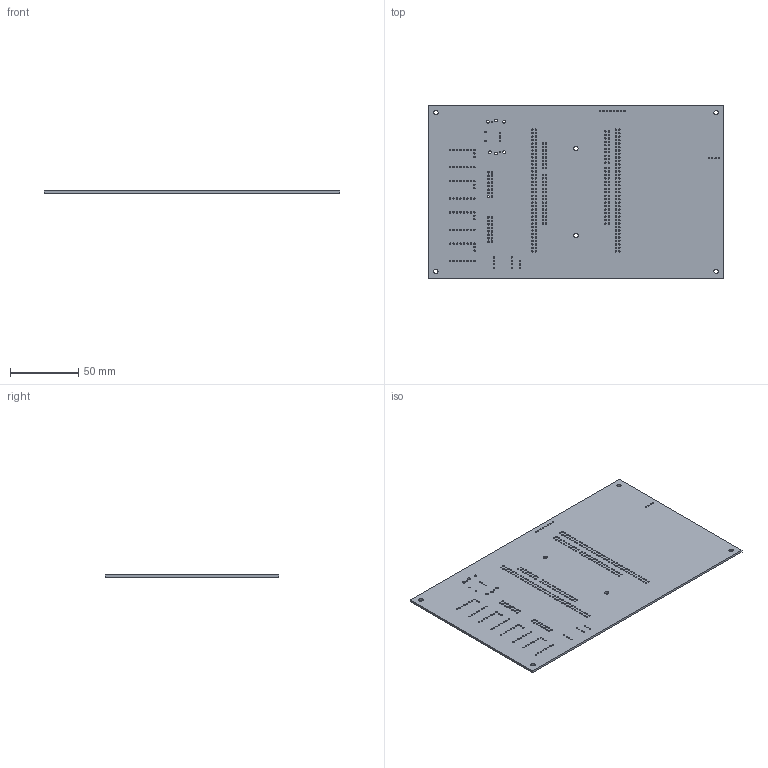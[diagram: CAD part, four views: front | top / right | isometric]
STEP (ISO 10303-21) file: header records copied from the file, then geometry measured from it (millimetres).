
FILE_DESCRIPTION(('KiCad electronic assembly'),'2;1');
FILE_NAME('Pufferfish-Controller-1.step','2020-06-29T22:59:50',( 'An Author'),('A Company'),'Open CASCADE STEP processor 6.9', 'KiCad to STEP converter','Unknown');
FILE_SCHEMA(('AUTOMOTIVE_DESIGN { 1 0 10303 214 1 1 1 1 }'));
Length unit declared in the file: millimetre
Products named in the file (2): Open CASCADE STEP translator 6.9 1; COMPOUND
Assembly tree (1 placements, depth 2):
  Open CASCADE STEP translator 6.9 1
    COMPOUND
Bounding box: 215.96 x 127 x 1.6 mm (x, y, z)
Volume: 43291.6 mm3; surface area: 57290.2 mm2
Topology: 1 solids, 1 shells, 397 faces, 1185 edges, 790 vertices
Faces by surface type: cylinder 391, plane 6
Full cylindrical faces by diameter (mm): 0.8 x6, 0.9 x2, 1 x339, 1.15 x32, 2 x6, 3.175 x6
Entity records: 30857 total; most frequent: DIRECTION 5135, CARTESIAN_POINT 4744, ORIENTED_EDGE 2370, PCURVE 2370, DEFINITIONAL_REPRESENTATION 2370, LINE 1991, VECTOR 1991, CIRCLE 1564
